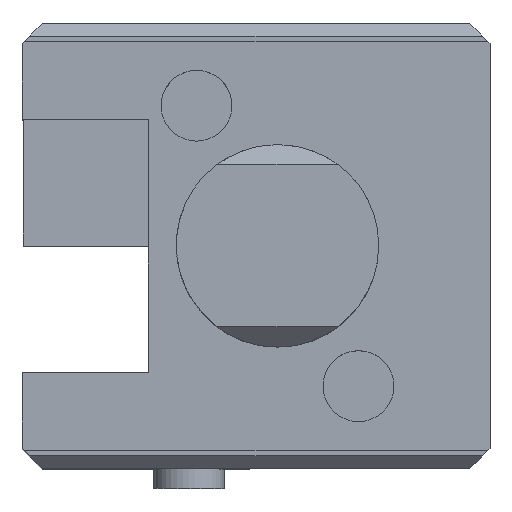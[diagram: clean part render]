
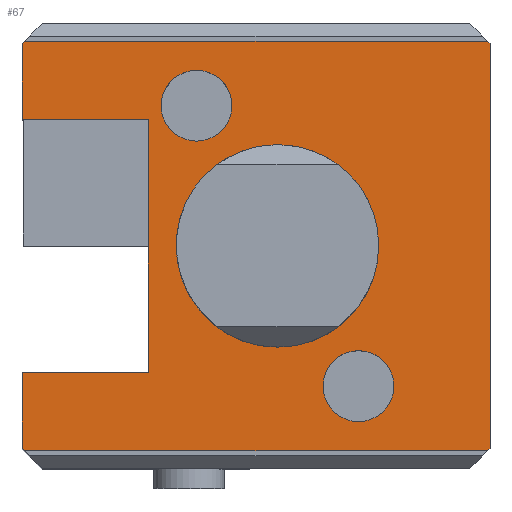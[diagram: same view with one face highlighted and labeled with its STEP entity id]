
A CAD part, top view. The second image highlights one B-rep face of the part: STEP entity #67.
In plain terms, the highlighted planar face has unit normal (0, 0, 1).
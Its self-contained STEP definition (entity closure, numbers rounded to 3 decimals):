
#41=FACE_BOUND('',#198,.T.);
#42=FACE_BOUND('',#199,.T.);
#43=FACE_BOUND('',#200,.T.);
#44=FACE_BOUND('',#201,.T.);
#55=CIRCLE('',#935,7.);
#56=CIRCLE('',#936,7.);
#57=CIRCLE('',#937,20.);
#67=ADVANCED_FACE('',(#41,#42,#43,#44),#114,.T.);
#114=PLANE('',#938);
#198=EDGE_LOOP('',(#272));
#199=EDGE_LOOP('',(#273));
#200=EDGE_LOOP('',(#274));
#201=EDGE_LOOP('',(#275,#276,#277,#278,#279,#280,#281,#282,#283,#284,#285,
#286));
#272=ORIENTED_EDGE('',*,*,#589,.F.);
#273=ORIENTED_EDGE('',*,*,#590,.F.);
#274=ORIENTED_EDGE('',*,*,#591,.F.);
#275=ORIENTED_EDGE('',*,*,#592,.T.);
#276=ORIENTED_EDGE('',*,*,#593,.T.);
#277=ORIENTED_EDGE('',*,*,#594,.F.);
#278=ORIENTED_EDGE('',*,*,#595,.T.);
#279=ORIENTED_EDGE('',*,*,#587,.T.);
#280=ORIENTED_EDGE('',*,*,#596,.T.);
#281=ORIENTED_EDGE('',*,*,#597,.F.);
#282=ORIENTED_EDGE('',*,*,#598,.T.);
#283=ORIENTED_EDGE('',*,*,#599,.F.);
#284=ORIENTED_EDGE('',*,*,#573,.T.);
#285=ORIENTED_EDGE('',*,*,#600,.T.);
#286=ORIENTED_EDGE('',*,*,#575,.T.);
#487=VERTEX_POINT('',#1230);
#492=VERTEX_POINT('',#1240);
#493=VERTEX_POINT('',#1244);
#495=VERTEX_POINT('',#1247);
#506=VERTEX_POINT('',#1270);
#507=VERTEX_POINT('',#1272);
#508=VERTEX_POINT('',#1276);
#509=VERTEX_POINT('',#1278);
#510=VERTEX_POINT('',#1280);
#511=VERTEX_POINT('',#1282);
#512=VERTEX_POINT('',#1284);
#513=VERTEX_POINT('',#1286);
#514=VERTEX_POINT('',#1289);
#515=VERTEX_POINT('',#1291);
#516=VERTEX_POINT('',#1293);
#573=EDGE_CURVE('',#487,#492,#691,.T.);
#575=EDGE_CURVE('',#495,#493,#693,.T.);
#587=EDGE_CURVE('',#507,#506,#705,.T.);
#589=EDGE_CURVE('',#508,#508,#55,.T.);
#590=EDGE_CURVE('',#509,#509,#56,.T.);
#591=EDGE_CURVE('',#510,#510,#57,.T.);
#592=EDGE_CURVE('',#493,#511,#707,.T.);
#593=EDGE_CURVE('',#511,#512,#708,.T.);
#594=EDGE_CURVE('',#513,#512,#709,.T.);
#595=EDGE_CURVE('',#513,#507,#710,.T.);
#596=EDGE_CURVE('',#506,#514,#711,.T.);
#597=EDGE_CURVE('',#515,#514,#712,.T.);
#598=EDGE_CURVE('',#515,#516,#713,.T.);
#599=EDGE_CURVE('',#487,#516,#714,.T.);
#600=EDGE_CURVE('',#492,#495,#715,.T.);
#691=LINE('',#1241,#798);
#693=LINE('',#1246,#800);
#705=LINE('',#1271,#812);
#707=LINE('',#1281,#814);
#708=LINE('',#1283,#815);
#709=LINE('',#1285,#816);
#710=LINE('',#1287,#817);
#711=LINE('',#1288,#818);
#712=LINE('',#1290,#819);
#713=LINE('',#1292,#820);
#714=LINE('',#1294,#821);
#715=LINE('',#1295,#822);
#798=VECTOR('',#1004,1.);
#800=VECTOR('',#1008,1.);
#812=VECTOR('',#1022,1.);
#814=VECTOR('',#1032,1.);
#815=VECTOR('',#1033,1.);
#816=VECTOR('',#1034,1.);
#817=VECTOR('',#1035,1.);
#818=VECTOR('',#1036,1.);
#819=VECTOR('',#1037,1.);
#820=VECTOR('',#1038,1.);
#821=VECTOR('',#1039,1.);
#822=VECTOR('',#1040,1.);
#935=AXIS2_PLACEMENT_3D('',#1275,#1026,#1027);
#936=AXIS2_PLACEMENT_3D('',#1277,#1028,#1029);
#937=AXIS2_PLACEMENT_3D('',#1279,#1030,#1031);
#938=AXIS2_PLACEMENT_3D('',#1296,#1041,#1042);
#1004=DIRECTION('',(0.707,0.707,0.));
#1008=DIRECTION('',(-0.707,0.707,0.));
#1022=DIRECTION('',(0.,-1.,0.));
#1026=DIRECTION('',(0.,0.,1.));
#1027=DIRECTION('',(-1.,0.,0.));
#1028=DIRECTION('',(0.,0.,1.));
#1029=DIRECTION('',(-1.,0.,0.));
#1030=DIRECTION('',(0.,0.,1.));
#1031=DIRECTION('',(1.,0.,0.));
#1032=DIRECTION('',(-1.,0.,0.));
#1033=DIRECTION('',(-0.707,-0.707,0.));
#1034=DIRECTION('',(0.,1.,0.));
#1035=DIRECTION('',(1.,0.,0.));
#1036=DIRECTION('',(-1.,0.,0.));
#1037=DIRECTION('',(0.,1.,0.));
#1038=DIRECTION('',(0.707,-0.707,0.));
#1039=DIRECTION('',(-1.,0.,0.));
#1040=DIRECTION('',(0.,1.,0.));
#1041=DIRECTION('',(0.,0.,1.));
#1042=DIRECTION('',(-1.,0.,0.));
#1230=CARTESIAN_POINT('',(41.5,-40.5,0.));
#1240=CARTESIAN_POINT('',(42.,-40.,0.));
#1241=CARTESIAN_POINT('',(38.,-44.,0.));
#1244=CARTESIAN_POINT('',(41.5,40.5,0.));
#1246=CARTESIAN_POINT('',(42.,40.,0.));
#1247=CARTESIAN_POINT('',(42.,40.,0.));
#1270=CARTESIAN_POINT('',(-25.5,-25.,0.));
#1271=CARTESIAN_POINT('',(-25.5,-25.,0.));
#1272=CARTESIAN_POINT('',(-25.5,25.,0.));
#1275=CARTESIAN_POINT('',(-16.,27.713,0.));
#1276=CARTESIAN_POINT('',(-23.,27.713,0.));
#1277=CARTESIAN_POINT('',(16.,-27.713,0.));
#1278=CARTESIAN_POINT('',(9.,-27.713,0.));
#1279=CARTESIAN_POINT('',(0.,0.,0.));
#1280=CARTESIAN_POINT('',(20.,0.,0.));
#1281=CARTESIAN_POINT('',(195.459,40.5,0.));
#1282=CARTESIAN_POINT('',(-50.,40.5,0.));
#1283=CARTESIAN_POINT('',(-46.5,44.,0.));
#1284=CARTESIAN_POINT('',(-50.5,40.,0.));
#1285=CARTESIAN_POINT('',(-50.5,-44.,0.));
#1286=CARTESIAN_POINT('',(-50.5,25.,0.));
#1287=CARTESIAN_POINT('',(-25.5,25.,0.));
#1288=CARTESIAN_POINT('',(-50.5,-25.,0.));
#1289=CARTESIAN_POINT('',(-50.5,-25.,0.));
#1290=CARTESIAN_POINT('',(-50.5,-44.,0.));
#1291=CARTESIAN_POINT('',(-50.5,-40.,0.));
#1292=CARTESIAN_POINT('',(-50.5,-40.,0.));
#1293=CARTESIAN_POINT('',(-50.,-40.5,0.));
#1294=CARTESIAN_POINT('',(195.459,-40.5,0.));
#1295=CARTESIAN_POINT('',(42.,-44.,0.));
#1296=CARTESIAN_POINT('',(-50.5,-44.,0.));
